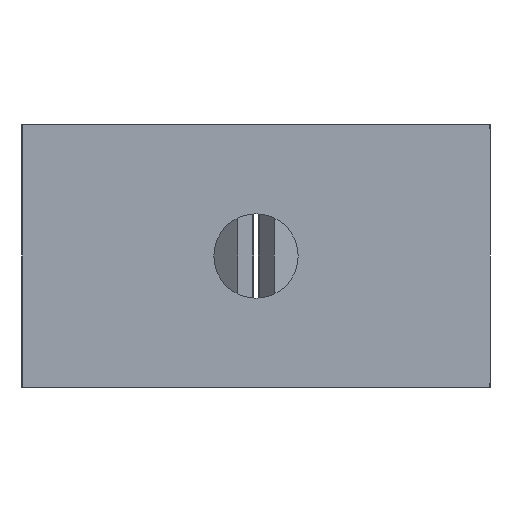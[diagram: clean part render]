
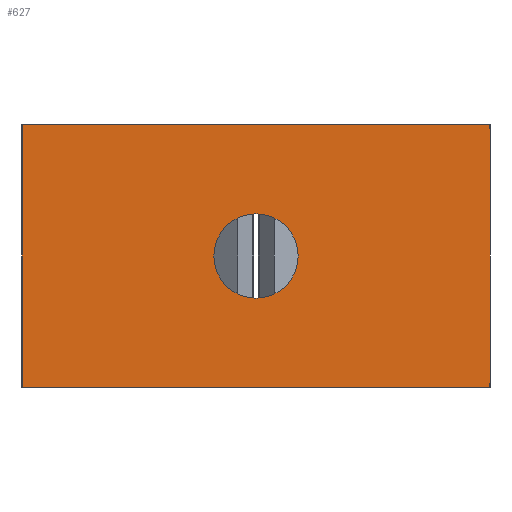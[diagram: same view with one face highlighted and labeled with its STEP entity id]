
A CAD part, left-side view. The second image highlights one B-rep face of the part: STEP entity #627.
In plain terms, the highlighted planar face has unit normal (-1, 0, 0).
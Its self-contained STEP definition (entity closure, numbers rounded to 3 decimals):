
#19=FACE_BOUND('',#122,.T.);
#33=PLANE('',#706);
#82=FACE_OUTER_BOUND('',#121,.T.);
#121=EDGE_LOOP('',(#551,#552,#553,#554));
#122=EDGE_LOOP('',(#555));
#132=LINE('',#921,#190);
#138=LINE('',#940,#196);
#147=LINE('',#966,#205);
#180=LINE('',#1072,#238);
#190=VECTOR('',#732,10.);
#196=VECTOR('',#750,10.);
#205=VECTOR('',#775,10.);
#238=VECTOR('',#886,10.);
#271=CIRCLE('',#700,2.25);
#279=VERTEX_POINT('',#918);
#280=VERTEX_POINT('',#920);
#286=VERTEX_POINT('',#937);
#287=VERTEX_POINT('',#939);
#327=VERTEX_POINT('',#1056);
#339=EDGE_CURVE('',#279,#280,#132,.T.);
#348=EDGE_CURVE('',#287,#286,#138,.T.);
#361=EDGE_CURVE('',#287,#279,#147,.T.);
#406=EDGE_CURVE('',#327,#327,#271,.T.);
#414=EDGE_CURVE('',#280,#286,#180,.T.);
#551=ORIENTED_EDGE('',*,*,#361,.F.);
#552=ORIENTED_EDGE('',*,*,#348,.T.);
#553=ORIENTED_EDGE('',*,*,#414,.F.);
#554=ORIENTED_EDGE('',*,*,#339,.F.);
#555=ORIENTED_EDGE('',*,*,#406,.T.);
#627=ADVANCED_FACE('',(#82,#19),#33,.T.);
#700=AXIS2_PLACEMENT_3D('',#1057,#867,#868);
#706=AXIS2_PLACEMENT_3D('',#1071,#884,#885);
#732=DIRECTION('',(0.,0.,1.));
#750=DIRECTION('',(0.,0.,1.));
#775=DIRECTION('',(0.,1.,0.));
#867=DIRECTION('center_axis',(1.,0.,0.));
#868=DIRECTION('ref_axis',(0.,-1.,0.));
#884=DIRECTION('center_axis',(-1.,0.,0.));
#885=DIRECTION('ref_axis',(0.,-1.,0.));
#886=DIRECTION('',(0.,-1.,0.));
#918=CARTESIAN_POINT('',(-6.,12.5,0.));
#920=CARTESIAN_POINT('',(-6.,12.5,14.));
#921=CARTESIAN_POINT('',(-6.,12.5,0.));
#937=CARTESIAN_POINT('',(-6.,-12.5,14.));
#939=CARTESIAN_POINT('',(-6.,-12.5,0.));
#940=CARTESIAN_POINT('',(-6.,-12.5,0.));
#966=CARTESIAN_POINT('',(-6.,-12.5,0.));
#1056=CARTESIAN_POINT('',(-6.,2.25,7.));
#1057=CARTESIAN_POINT('Origin',(-6.,0.,
7.));
#1071=CARTESIAN_POINT('Origin',(-6.,12.5,0.));
#1072=CARTESIAN_POINT('',(-6.,-12.5,14.));
